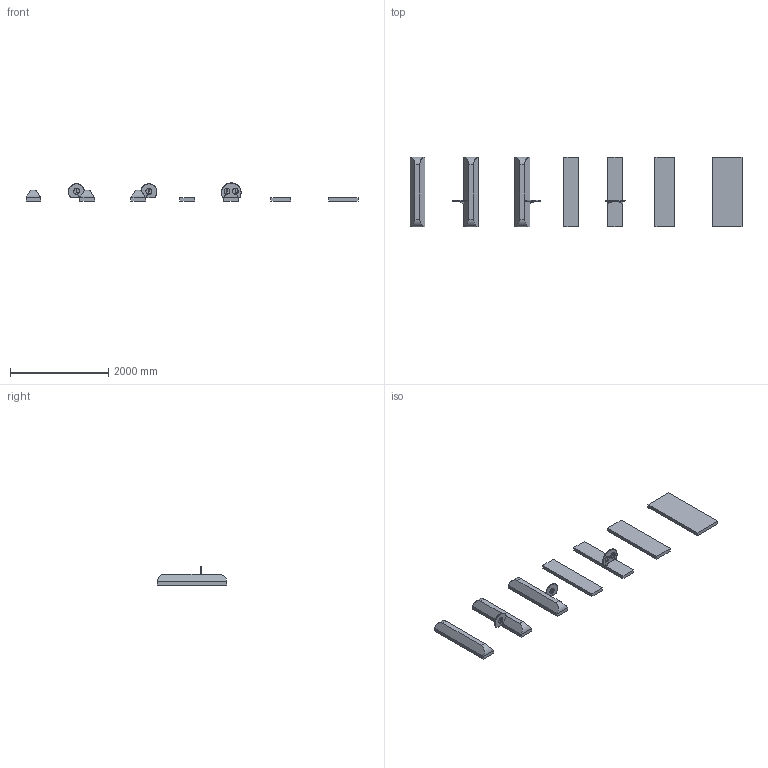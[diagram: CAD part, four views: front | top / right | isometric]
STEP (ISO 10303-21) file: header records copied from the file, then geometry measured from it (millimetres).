
FILE_DESCRIPTION(/* description */ (''),/* implementation_level */ '2;1');
FILE_NAME(/* name */ 'HOVER Collection',/* time_stamp */ '2024-10-03T12:36:14+03:00',/* author */ (''),/* organization */ (''),/* preprocessor_version */ 'ST-DEVELOPER v16.5',/* originating_system */ 'Rhino 7.37',/* authorisation */ '');
FILE_SCHEMA (('CONFIG_CONTROL_DESIGN'));
Length unit declared in the file: millimetre
Products named in the file (1): Document
Bounding box: 6763 x 1415 x 369.97 mm (x, y, z)
Volume: 375109744.7 mm3; surface area: 10298977.5 mm2
Topology: 18 solids, 18 shells, 372 faces, 916 edges, 580 vertices
Faces by surface type: plane 239, cylinder 99, bspline 34
Entity records: 10353 total; most frequent: CARTESIAN_POINT 3943, ORIENTED_EDGE 1832, EDGE_CURVE 916, B_SPLINE_CURVE_WITH_KNOTS 702, VERTEX_POINT 580, EDGE_LOOP 428, ADVANCED_FACE 372, FACE_OUTER_BOUND 372
